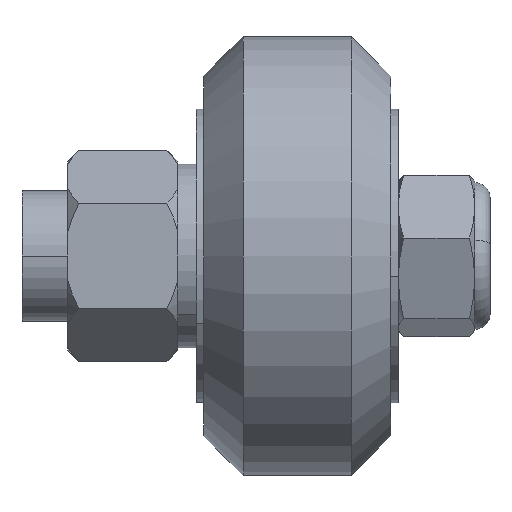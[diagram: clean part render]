
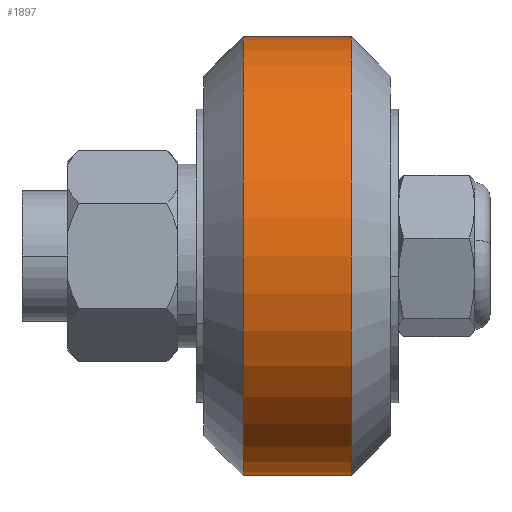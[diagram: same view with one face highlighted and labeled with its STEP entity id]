
A CAD part, left-side view. The second image highlights one B-rep face of the part: STEP entity #1897.
In plain terms, the highlighted cylindrical face has radius 11.95 mm (diameter 23.9 mm), a partial arc.
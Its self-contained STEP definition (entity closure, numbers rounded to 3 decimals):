
#16 = CARTESIAN_POINT ( 'NONE',  ( 2.95, 0., 11.95 ) ) ;
#37 = EDGE_LOOP ( 'NONE', ( #1788, #3140, #1891, #466 ) ) ;
#354 = DIRECTION ( 'NONE',  ( 0., 0., -1. ) ) ;
#396 = DIRECTION ( 'NONE',  ( 1., 0., 0. ) ) ;
#401 = LINE ( 'NONE', #2751, #1197 ) ;
#421 = CARTESIAN_POINT ( 'NONE',  ( 2.95, 0., 0. ) ) ;
#466 = ORIENTED_EDGE ( 'NONE', *, *, #1433, .F. ) ;
#729 = EDGE_CURVE ( 'NONE', #2508, #743, #2905, .T. ) ;
#743 = VERTEX_POINT ( 'NONE', #1103 ) ;
#890 = CYLINDRICAL_SURFACE ( 'NONE', #1646, 11.95 ) ;
#1022 = CIRCLE ( 'NONE', #2317, 11.95 ) ;
#1057 = VERTEX_POINT ( 'NONE', #16 ) ;
#1103 = CARTESIAN_POINT ( 'NONE',  ( -2.95, 0., -11.95 ) ) ;
#1110 = DIRECTION ( 'NONE',  ( 0., 0., -1. ) ) ;
#1119 = DIRECTION ( 'NONE',  ( 1., 0., 0. ) ) ;
#1131 = CARTESIAN_POINT ( 'NONE',  ( -2.95, 0., 0. ) ) ;
#1197 = VECTOR ( 'NONE', #3019, 1000. ) ;
#1433 = EDGE_CURVE ( 'NONE', #1057, #3377, #1022, .T. ) ;
#1646 = AXIS2_PLACEMENT_3D ( 'NONE', #2463, #3186, #2677 ) ;
#1788 = ORIENTED_EDGE ( 'NONE', *, *, #1849, .F. ) ;
#1795 = CARTESIAN_POINT ( 'NONE',  ( -2.95, 0., 11.95 ) ) ;
#1849 = EDGE_CURVE ( 'NONE', #2508, #1057, #2473, .T. ) ;
#1891 = ORIENTED_EDGE ( 'NONE', *, *, #3347, .T. ) ;
#1897 = ADVANCED_FACE ( 'NONE', ( #3095 ), #890, .T. ) ;
#2317 = AXIS2_PLACEMENT_3D ( 'NONE', #421, #396, #354 ) ;
#2463 = CARTESIAN_POINT ( 'NONE',  ( 0., 0., 0. ) ) ;
#2473 = LINE ( 'NONE', #3501, #3168 ) ;
#2508 = VERTEX_POINT ( 'NONE', #1795 ) ;
#2677 = DIRECTION ( 'NONE',  ( 0., 0., -1. ) ) ;
#2751 = CARTESIAN_POINT ( 'NONE',  ( 0., 0., -11.95 ) ) ;
#2804 = AXIS2_PLACEMENT_3D ( 'NONE', #1131, #1119, #1110 ) ;
#2905 = CIRCLE ( 'NONE', #2804, 11.95 ) ;
#3019 = DIRECTION ( 'NONE',  ( 1., 0., 0. ) ) ;
#3095 = FACE_OUTER_BOUND ( 'NONE', #37, .T. ) ;
#3140 = ORIENTED_EDGE ( 'NONE', *, *, #729, .T. ) ;
#3168 = VECTOR ( 'NONE', #3460, 1000. ) ;
#3186 = DIRECTION ( 'NONE',  ( 1., 0., 0. ) ) ;
#3277 = CARTESIAN_POINT ( 'NONE',  ( 2.95, 0., -11.95 ) ) ;
#3347 = EDGE_CURVE ( 'NONE', #743, #3377, #401, .T. ) ;
#3377 = VERTEX_POINT ( 'NONE', #3277 ) ;
#3460 = DIRECTION ( 'NONE',  ( 1., 0., 0. ) ) ;
#3501 = CARTESIAN_POINT ( 'NONE',  ( 0., 0., 11.95 ) ) ;
